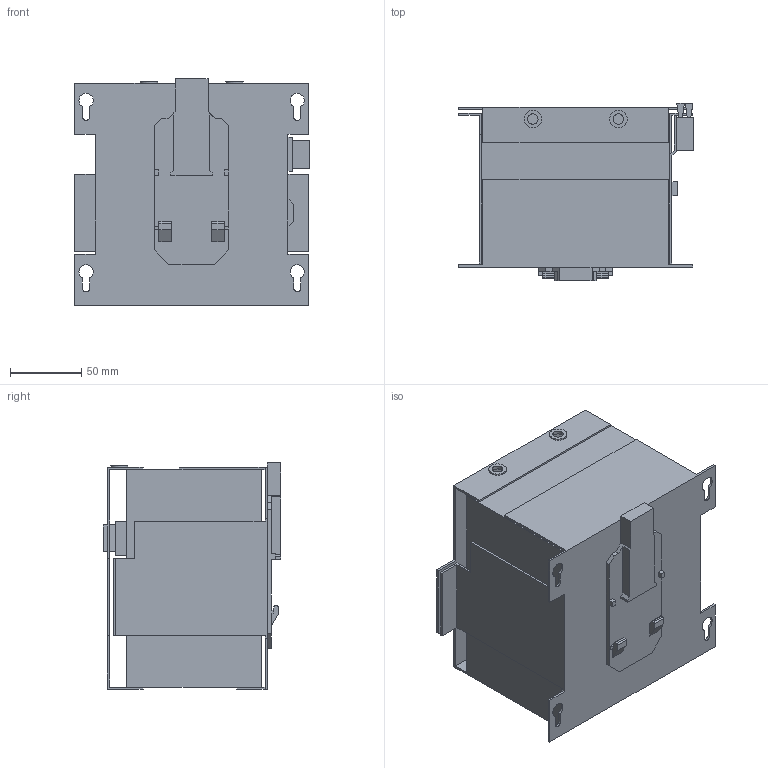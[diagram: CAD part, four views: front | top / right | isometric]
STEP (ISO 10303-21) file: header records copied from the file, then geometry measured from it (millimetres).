
FILE_DESCRIPTION(('SolidDesigner STEP Export'),'2;1');
FILE_NAME('2866352_QUINT_BAT_24DC_7.2AH-select.stp','2012-12-14T13:08:53',(''),(''),'Creo Elements/Direct Modeling STEP processor for AP214 (Solid Model)','Creo Elements/Direct Modeling 18.1 06-May-2012 (C) Parametric Technology GmbH','');
FILE_SCHEMA(('AUTOMOTIVE_DESIGN { 1 0 10303 214 1 1 1 1 }'));
Length unit declared in the file: millimetre
Products named in the file (1): 2866352_QUINT_BAT_24DC_7.2AH-select
Bounding box: 164.5 x 124.6 x 158.75 mm (x, y, z)
Volume: 2061303.8 mm3; surface area: 206741.1 mm2
Topology: 1 solids, 1 shells, 172 faces, 506 edges, 334 vertices
Faces by surface type: plane 152, cylinder 16, extrusion 4
Entity records: 6994 total; most frequent: CARTESIAN_POINT 1114, ORIENTED_EDGE 1012, DIRECTION 807, EDGE_CURVE 506, VECTOR 449, LINE 445, VERTEX_POINT 334, EDGE_LOOP 190
